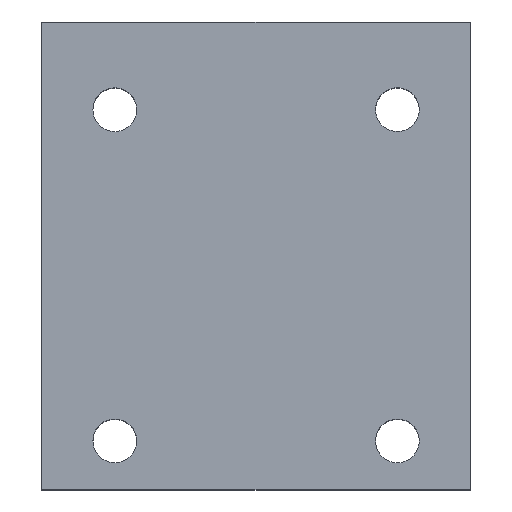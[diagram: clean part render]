
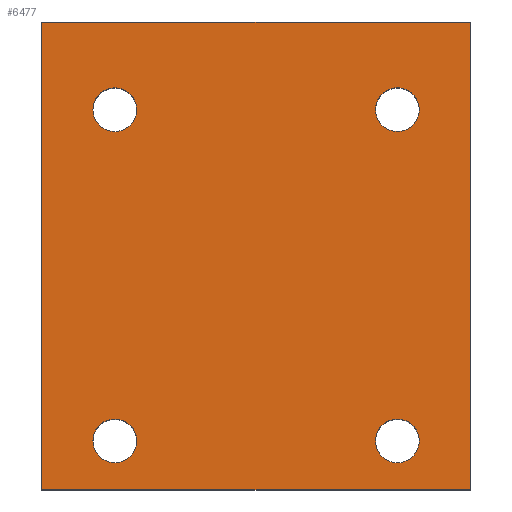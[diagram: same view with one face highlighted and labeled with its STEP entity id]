
A CAD part, top view. The second image highlights one B-rep face of the part: STEP entity #6477.
In plain terms, the highlighted planar face has unit normal (0, 0, 1).
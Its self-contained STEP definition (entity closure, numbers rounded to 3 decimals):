
#65=CIRCLE('',#6753,3.569);
#68=CIRCLE('',#6757,3.569);
#71=CIRCLE('',#6761,3.569);
#74=CIRCLE('',#6765,3.569);
#111=FACE_BOUND('',#1017,.T.);
#112=FACE_BOUND('',#1018,.T.);
#113=FACE_BOUND('',#1019,.T.);
#114=FACE_BOUND('',#1020,.T.);
#335=PLANE('',#6770);
#660=FACE_OUTER_BOUND('',#1016,.T.);
#1016=EDGE_LOOP('',(#5744,#5745,#5746,#5747));
#1017=EDGE_LOOP('',(#5748));
#1018=EDGE_LOOP('',(#5749));
#1019=EDGE_LOOP('',(#5750));
#1020=EDGE_LOOP('',(#5751));
#1277=LINE('',#9933,#1929);
#1677=LINE('',#10991,#2329);
#1680=LINE('',#10995,#2332);
#1682=LINE('',#10999,#2334);
#1929=VECTOR('',#7144,10.);
#2329=VECTOR('',#7968,10.);
#2332=VECTOR('',#7973,10.);
#2334=VECTOR('',#7979,10.);
#2799=VERTEX_POINT('',#9930);
#2800=VERTEX_POINT('',#9932);
#3105=VERTEX_POINT('',#10957);
#3108=VERTEX_POINT('',#10965);
#3111=VERTEX_POINT('',#10973);
#3114=VERTEX_POINT('',#10981);
#3117=VERTEX_POINT('',#10988);
#3118=VERTEX_POINT('',#10990);
#3535=EDGE_CURVE('',#2800,#2799,#1277,.T.);
#3983=EDGE_CURVE('',#3105,#3105,#65,.T.);
#3987=EDGE_CURVE('',#3108,#3108,#68,.T.);
#3991=EDGE_CURVE('',#3111,#3111,#71,.T.);
#3995=EDGE_CURVE('',#3114,#3114,#74,.T.);
#3998=EDGE_CURVE('',#3118,#3117,#1677,.T.);
#4001=EDGE_CURVE('',#2799,#3118,#1680,.T.);
#4003=EDGE_CURVE('',#3117,#2800,#1682,.T.);
#5744=ORIENTED_EDGE('',*,*,#4003,.T.);
#5745=ORIENTED_EDGE('',*,*,#3535,.T.);
#5746=ORIENTED_EDGE('',*,*,#4001,.T.);
#5747=ORIENTED_EDGE('',*,*,#3998,.T.);
#5748=ORIENTED_EDGE('',*,*,#3983,.T.);
#5749=ORIENTED_EDGE('',*,*,#3987,.T.);
#5750=ORIENTED_EDGE('',*,*,#3991,.T.);
#5751=ORIENTED_EDGE('',*,*,#3995,.T.);
#6477=ADVANCED_FACE('',(#660,#111,#112,#113,#114),#335,.T.);
#6753=AXIS2_PLACEMENT_3D('',#10959,#7935,#7936);
#6757=AXIS2_PLACEMENT_3D('',#10967,#7944,#7945);
#6761=AXIS2_PLACEMENT_3D('',#10975,#7953,#7954);
#6765=AXIS2_PLACEMENT_3D('',#10983,#7962,#7963);
#6770=AXIS2_PLACEMENT_3D('',#11000,#7980,#7981);
#7144=DIRECTION('',(0.,1.,0.));
#7935=DIRECTION('center_axis',(0.,0.,-1.));
#7936=DIRECTION('ref_axis',(1.,0.,0.));
#7944=DIRECTION('center_axis',(0.,0.,-1.));
#7945=DIRECTION('ref_axis',(1.,0.,0.));
#7953=DIRECTION('center_axis',(0.,0.,-1.));
#7954=DIRECTION('ref_axis',(1.,0.,0.));
#7962=DIRECTION('center_axis',(0.,0.,-1.));
#7963=DIRECTION('ref_axis',(1.,0.,0.));
#7968=DIRECTION('',(0.,-1.,0.));
#7973=DIRECTION('',(-1.,0.,0.));
#7979=DIRECTION('',(1.,0.,0.));
#7980=DIRECTION('center_axis',(0.,0.,1.));
#7981=DIRECTION('ref_axis',(1.,0.,0.));
#9930=CARTESIAN_POINT('',(69.85,76.2,41.275));
#9932=CARTESIAN_POINT('',(69.85,0.,41.275));
#9933=CARTESIAN_POINT('',(69.85,0.,41.275));
#10957=CARTESIAN_POINT('',(54.394,7.925,41.275));
#10959=CARTESIAN_POINT('Origin',(57.963,7.925,41.275));
#10965=CARTESIAN_POINT('',(8.344,61.9,41.275));
#10967=CARTESIAN_POINT('Origin',(11.913,61.9,41.275));
#10973=CARTESIAN_POINT('',(54.394,61.913,41.275));
#10975=CARTESIAN_POINT('Origin',(57.963,61.913,41.275));
#10981=CARTESIAN_POINT('',(8.357,7.925,41.275));
#10983=CARTESIAN_POINT('Origin',(11.925,7.925,41.275));
#10988=CARTESIAN_POINT('',(0.,0.,41.275));
#10990=CARTESIAN_POINT('',(0.,76.2,41.275));
#10991=CARTESIAN_POINT('',(0.,76.2,41.275));
#10995=CARTESIAN_POINT('',(69.85,76.2,41.275));
#10999=CARTESIAN_POINT('',(0.,0.,41.275));
#11000=CARTESIAN_POINT('Origin',(34.925,38.1,41.275));
